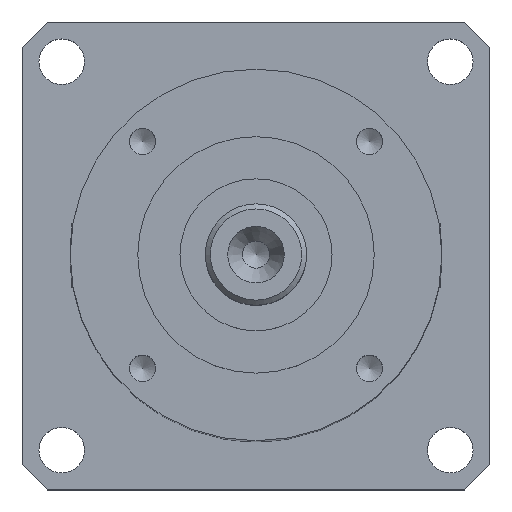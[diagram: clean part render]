
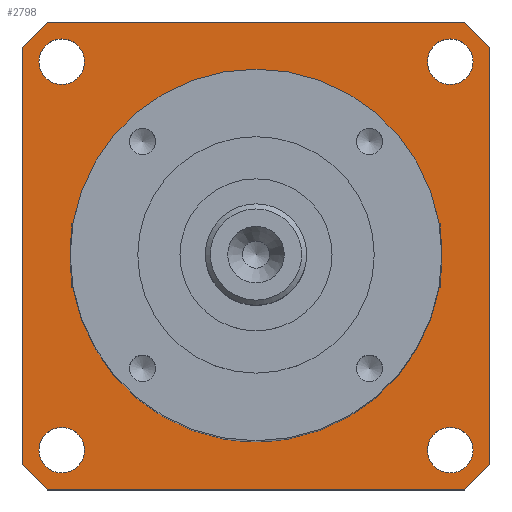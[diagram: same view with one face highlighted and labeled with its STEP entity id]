
A CAD part, top view. The second image highlights one B-rep face of the part: STEP entity #2798.
In plain terms, the highlighted planar face has unit normal (0, 0, 1).
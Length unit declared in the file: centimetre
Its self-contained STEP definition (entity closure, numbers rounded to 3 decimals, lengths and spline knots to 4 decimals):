
#63=LINE('',#4706,#183);
#67=LINE('',#4714,#187);
#68=LINE('',#4716,#188);
#69=LINE('',#4718,#189);
#70=LINE('',#4720,#190);
#71=LINE('',#4722,#191);
#72=LINE('',#4724,#192);
#73=LINE('',#4725,#193);
#183=VECTOR('',#3416,0.2121);
#187=VECTOR('',#3422,2.47);
#188=VECTOR('',#3423,0.2121);
#189=VECTOR('',#3424,2.47);
#190=VECTOR('',#3425,0.2121);
#191=VECTOR('',#3426,2.47);
#192=VECTOR('',#3427,0.2121);
#193=VECTOR('',#3428,2.47);
#392=PLANE('',#3019);
#536=FACE_BOUND('',#856,.T.);
#537=FACE_BOUND('',#857,.T.);
#538=FACE_BOUND('',#858,.T.);
#539=FACE_BOUND('',#859,.T.);
#540=FACE_BOUND('',#860,.T.);
#623=FACE_OUTER_BOUND('',#855,.T.);
#855=EDGE_LOOP('',(#1916,#1917,#1918,#1919,#1920,#1921,#1922,#1923));
#856=EDGE_LOOP('',(#1924));
#857=EDGE_LOOP('',(#1925));
#858=EDGE_LOOP('',(#1926));
#859=EDGE_LOOP('',(#1927));
#860=EDGE_LOOP('',(#1928));
#1053=CIRCLE('',#2997,0.135);
#1055=CIRCLE('',#3000,0.135);
#1057=CIRCLE('',#3003,0.135);
#1059=CIRCLE('',#3006,0.135);
#1065=CIRCLE('',#3016,0.8725);
#1213=VERTEX_POINT('',#4669);
#1215=VERTEX_POINT('',#4674);
#1217=VERTEX_POINT('',#4679);
#1219=VERTEX_POINT('',#4684);
#1225=VERTEX_POINT('',#4700);
#1226=VERTEX_POINT('',#4704);
#1227=VERTEX_POINT('',#4705);
#1230=VERTEX_POINT('',#4713);
#1231=VERTEX_POINT('',#4715);
#1232=VERTEX_POINT('',#4717);
#1233=VERTEX_POINT('',#4719);
#1234=VERTEX_POINT('',#4721);
#1235=VERTEX_POINT('',#4723);
#1485=EDGE_CURVE('',#1213,#1213,#1053,.T.);
#1487=EDGE_CURVE('',#1215,#1215,#1055,.T.);
#1489=EDGE_CURVE('',#1217,#1217,#1057,.T.);
#1491=EDGE_CURVE('',#1219,#1219,#1059,.T.);
#1497=EDGE_CURVE('',#1225,#1225,#1065,.T.);
#1498=EDGE_CURVE('',#1226,#1227,#63,.T.);
#1502=EDGE_CURVE('',#1230,#1226,#67,.T.);
#1503=EDGE_CURVE('',#1231,#1230,#68,.T.);
#1504=EDGE_CURVE('',#1232,#1231,#69,.T.);
#1505=EDGE_CURVE('',#1233,#1232,#70,.T.);
#1506=EDGE_CURVE('',#1234,#1233,#71,.T.);
#1507=EDGE_CURVE('',#1235,#1234,#72,.T.);
#1508=EDGE_CURVE('',#1227,#1235,#73,.T.);
#1916=ORIENTED_EDGE('',*,*,#1498,.F.);
#1917=ORIENTED_EDGE('',*,*,#1502,.F.);
#1918=ORIENTED_EDGE('',*,*,#1503,.F.);
#1919=ORIENTED_EDGE('',*,*,#1504,.F.);
#1920=ORIENTED_EDGE('',*,*,#1505,.F.);
#1921=ORIENTED_EDGE('',*,*,#1506,.F.);
#1922=ORIENTED_EDGE('',*,*,#1507,.F.);
#1923=ORIENTED_EDGE('',*,*,#1508,.F.);
#1924=ORIENTED_EDGE('',*,*,#1485,.T.);
#1925=ORIENTED_EDGE('',*,*,#1487,.T.);
#1926=ORIENTED_EDGE('',*,*,#1489,.T.);
#1927=ORIENTED_EDGE('',*,*,#1491,.T.);
#1928=ORIENTED_EDGE('',*,*,#1497,.T.);
#2798=ADVANCED_FACE('',(#623,#536,#537,#538,#539,#540),#392,.T.);
#2997=AXIS2_PLACEMENT_3D('',#4670,#3372,#3373);
#3000=AXIS2_PLACEMENT_3D('',#4675,#3378,#3379);
#3003=AXIS2_PLACEMENT_3D('',#4680,#3384,#3385);
#3006=AXIS2_PLACEMENT_3D('',#4685,#3390,#3391);
#3016=AXIS2_PLACEMENT_3D('',#4701,#3410,#3411);
#3019=AXIS2_PLACEMENT_3D('',#4712,#3420,#3421);
#3372=DIRECTION('center_axis',(0.,0.,-1.));
#3373=DIRECTION('ref_axis',(1.,0.,0.));
#3378=DIRECTION('center_axis',(0.,0.,-1.));
#3379=DIRECTION('ref_axis',(1.,0.,0.));
#3384=DIRECTION('center_axis',(0.,0.,-1.));
#3385=DIRECTION('ref_axis',(1.,0.,0.));
#3390=DIRECTION('center_axis',(0.,0.,-1.));
#3391=DIRECTION('ref_axis',(1.,0.,0.));
#3410=DIRECTION('center_axis',(0.,0.,-1.));
#3411=DIRECTION('ref_axis',(-1.,0.,0.));
#3416=DIRECTION('',(-0.707,0.707,0.));
#3420=DIRECTION('center_axis',(0.,0.,1.));
#3421=DIRECTION('ref_axis',(1.,0.,0.));
#3422=DIRECTION('',(-1.,0.,0.));
#3423=DIRECTION('',(-0.707,-0.707,0.));
#3424=DIRECTION('',(0.,-1.,0.));
#3425=DIRECTION('',(0.707,-0.707,0.));
#3426=DIRECTION('',(1.,0.,0.));
#3427=DIRECTION('',(0.707,0.707,0.));
#3428=DIRECTION('',(0.,1.,0.));
#4669=CARTESIAN_POINT('',(-1.015,-1.15,0.));
#4670=CARTESIAN_POINT('Origin',(-1.15,-1.15,0.));
#4674=CARTESIAN_POINT('',(1.285,-1.15,0.));
#4675=CARTESIAN_POINT('Origin',(1.15,-1.15,0.));
#4679=CARTESIAN_POINT('',(1.285,1.15,0.));
#4680=CARTESIAN_POINT('Origin',(1.15,1.15,0.));
#4684=CARTESIAN_POINT('',(-1.015,1.15,0.));
#4685=CARTESIAN_POINT('Origin',(-1.15,1.15,0.));
#4700=CARTESIAN_POINT('',(0.8725,0.,0.));
#4701=CARTESIAN_POINT('Origin',(0.,0.,0.));
#4704=CARTESIAN_POINT('',(-1.235,-1.385,0.));
#4705=CARTESIAN_POINT('',(-1.385,-1.235,0.));
#4706=CARTESIAN_POINT('',(-1.31,-1.31,0.));
#4712=CARTESIAN_POINT('Origin',(0.,0.,0.));
#4713=CARTESIAN_POINT('',(1.235,-1.385,0.));
#4714=CARTESIAN_POINT('',(1.385,-1.385,0.));
#4715=CARTESIAN_POINT('',(1.385,-1.235,0.));
#4716=CARTESIAN_POINT('',(1.31,-1.31,0.));
#4717=CARTESIAN_POINT('',(1.385,1.235,0.));
#4718=CARTESIAN_POINT('',(1.385,1.385,0.));
#4719=CARTESIAN_POINT('',(1.235,1.385,0.));
#4720=CARTESIAN_POINT('',(1.31,1.31,0.));
#4721=CARTESIAN_POINT('',(-1.235,1.385,0.));
#4722=CARTESIAN_POINT('',(-1.385,1.385,0.));
#4723=CARTESIAN_POINT('',(-1.385,1.235,0.));
#4724=CARTESIAN_POINT('',(-1.31,1.31,0.));
#4725=CARTESIAN_POINT('',(-1.385,-1.385,0.));
